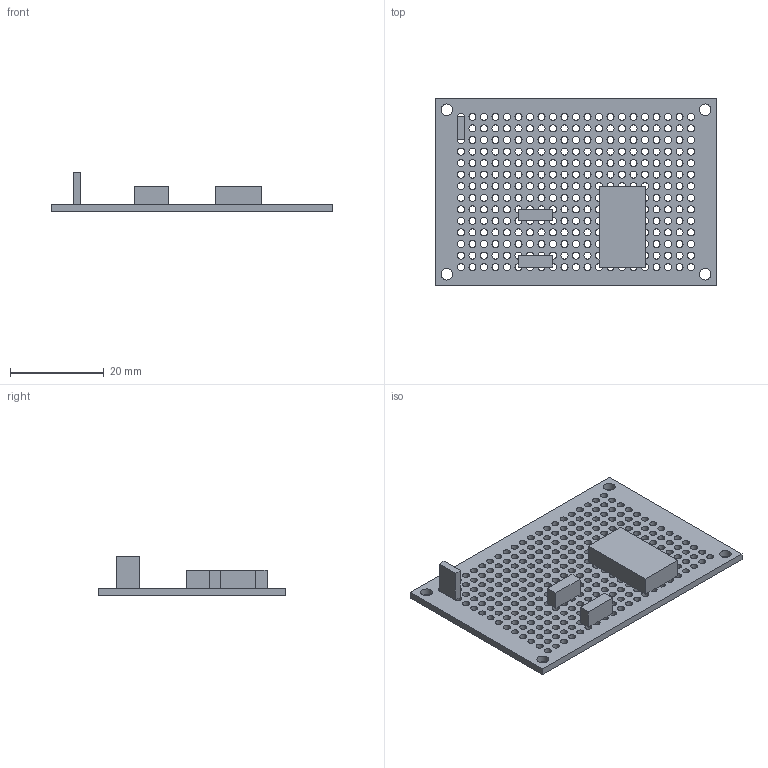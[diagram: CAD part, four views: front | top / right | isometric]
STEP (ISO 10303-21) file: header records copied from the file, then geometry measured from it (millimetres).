
FILE_DESCRIPTION(/* description */ (''),/* implementation_level */ '2;1');
FILE_NAME(/* name */ 'Perfboard.step',/* time_stamp */ '2026-02-26T02:31:11-05:00',/* author */ (''),/* organization */ (''),/* preprocessor_version */ 'ST-DEVELOPER v20.1',/* originating_system */ 'Autodesk Translation Framework v14.24.0.0',/* authorisation */ '');
FILE_SCHEMA (('AUTOMOTIVE_DESIGN { 1 0 10303 214 3 1 1 }'));
Length unit declared in the file: millimetre
Products named in the file (1): 2026-02-25-23-39-29-210
Bounding box: 60 x 40 x 8.5 mm (x, y, z)
Volume: 3663.1 mm3; surface area: 6737.3 mm2
Topology: 1 solids, 1 shells, 383 faces, 1091 edges, 691 vertices
Faces by surface type: cylinder 298, plane 85
Full cylindrical faces by diameter (mm): 1.5 x294, 2.5 x4
Entity records: 13861 total; most frequent: DIRECTION 2514, ORIENTED_EDGE 2182, CARTESIAN_POINT 2166, EDGE_CURVE 1091, AXIS2_PLACEMENT_3D 1039, EDGE_LOOP 924, VERTEX_POINT 691, CIRCLE 655
